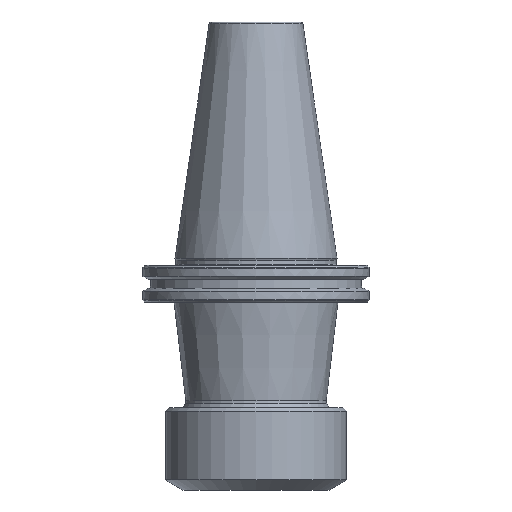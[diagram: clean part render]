
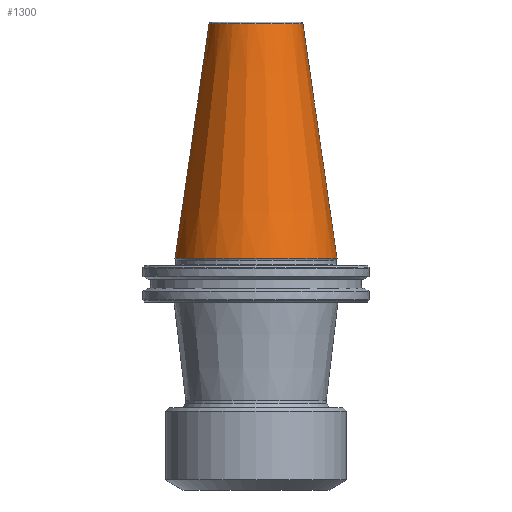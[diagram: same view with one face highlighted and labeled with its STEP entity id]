
A CAD part, front view. The second image highlights one B-rep face of the part: STEP entity #1300.
In plain terms, the highlighted conical face has half-angle 8.297 degrees and reference radius 34.925 mm.
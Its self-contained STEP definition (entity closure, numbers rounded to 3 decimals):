
#4 = LINE ( 'NONE', #1993, #2856 ) ;
#32 = CIRCLE ( 'NONE', #1926, 20.211 ) ;
#191 = EDGE_CURVE ( 'NONE', #1931, #2644, #32, .T. ) ;
#640 = DIRECTION ( 'NONE',  ( -1., 0., 0. ) ) ;
#644 = DIRECTION ( 'NONE',  ( 0., 0., 1. ) ) ;
#956 = EDGE_CURVE ( 'NONE', #1931, #2005, #2765, .T. ) ;
#1090 = CARTESIAN_POINT ( 'NONE',  ( 20.211, 0., 100.894 ) ) ;
#1175 = ORIENTED_EDGE ( 'NONE', *, *, #191, .T. ) ;
#1207 = AXIS2_PLACEMENT_3D ( 'NONE', #1799, #1549, #1292 ) ;
#1292 = DIRECTION ( 'NONE',  ( -1., 0., 0. ) ) ;
#1300 = ADVANCED_FACE ( 'NONE', ( #1498 ), #1368, .T. ) ;
#1368 = CONICAL_SURFACE ( 'NONE', #1207, 34.925, 0.145 ) ;
#1423 = ORIENTED_EDGE ( 'NONE', *, *, #2401, .T. ) ;
#1465 = VERTEX_POINT ( 'NONE', #2947 ) ;
#1498 = FACE_OUTER_BOUND ( 'NONE', #2309, .T. ) ;
#1549 = DIRECTION ( 'NONE',  ( 0., 0., -1. ) ) ;
#1687 = VECTOR ( 'NONE', #2434, 1000. ) ;
#1798 = CIRCLE ( 'NONE', #2125, 34.925 ) ;
#1799 = CARTESIAN_POINT ( 'NONE',  ( 0., 0., 0. ) ) ;
#1820 = ORIENTED_EDGE ( 'NONE', *, *, #956, .F. ) ;
#1839 = DIRECTION ( 'NONE',  ( -1., 0., 0. ) ) ;
#1843 = DIRECTION ( 'NONE',  ( 0., 0., -1. ) ) ;
#1846 = CARTESIAN_POINT ( 'NONE',  ( 0., 0., 100.894 ) ) ;
#1889 = CARTESIAN_POINT ( 'NONE',  ( 34.925, 0., 0. ) ) ;
#1926 = AXIS2_PLACEMENT_3D ( 'NONE', #1846, #1843, #1839 ) ;
#1931 = VERTEX_POINT ( 'NONE', #1090 ) ;
#1993 = CARTESIAN_POINT ( 'NONE',  ( -34.925, 0., 0. ) ) ;
#2005 = VERTEX_POINT ( 'NONE', #1889 ) ;
#2125 = AXIS2_PLACEMENT_3D ( 'NONE', #2967, #644, #640 ) ;
#2225 = CARTESIAN_POINT ( 'NONE',  ( 34.925, 0., 0. ) ) ;
#2309 = EDGE_LOOP ( 'NONE', ( #1820, #1175, #3008, #1423 ) ) ;
#2401 = EDGE_CURVE ( 'NONE', #1465, #2005, #1798, .T. ) ;
#2403 = DIRECTION ( 'NONE',  ( -0.144, 0., -0.99 ) ) ;
#2434 = DIRECTION ( 'NONE',  ( 0.144, 0., -0.99 ) ) ;
#2545 = EDGE_CURVE ( 'NONE', #2644, #1465, #4, .T. ) ;
#2644 = VERTEX_POINT ( 'NONE', #2935 ) ;
#2765 = LINE ( 'NONE', #2225, #1687 ) ;
#2856 = VECTOR ( 'NONE', #2403, 1000. ) ;
#2935 = CARTESIAN_POINT ( 'NONE',  ( -20.211, 0., 100.894 ) ) ;
#2947 = CARTESIAN_POINT ( 'NONE',  ( -34.925, 0., 0. ) ) ;
#2967 = CARTESIAN_POINT ( 'NONE',  ( 0., 0., 0. ) ) ;
#3008 = ORIENTED_EDGE ( 'NONE', *, *, #2545, .T. ) ;
